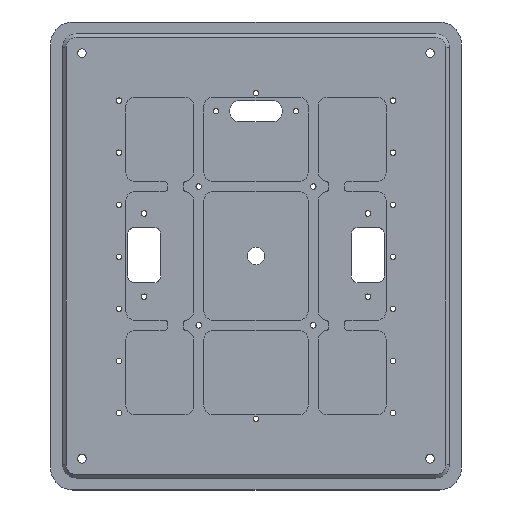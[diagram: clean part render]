
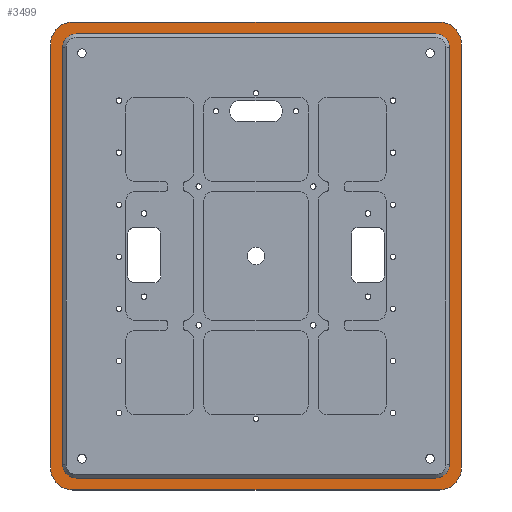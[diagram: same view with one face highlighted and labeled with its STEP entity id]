
A CAD part, top view. The second image highlights one B-rep face of the part: STEP entity #3499.
In plain terms, the highlighted planar face has unit normal (0, 0, 1).
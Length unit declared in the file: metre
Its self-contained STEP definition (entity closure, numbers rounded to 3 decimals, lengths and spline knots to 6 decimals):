
#362=LINE('',#5898,#638);
#366=LINE('',#5907,#642);
#370=LINE('',#5916,#646);
#374=LINE('',#5925,#650);
#376=LINE('',#5929,#652);
#378=LINE('',#5933,#654);
#381=LINE('',#5939,#657);
#384=LINE('',#5945,#660);
#638=VECTOR('',#4859,1.);
#642=VECTOR('',#4865,1.);
#646=VECTOR('',#4871,1.);
#650=VECTOR('',#4877,1.);
#652=VECTOR('',#4881,1.);
#654=VECTOR('',#4885,1.);
#657=VECTOR('',#4890,1.);
#660=VECTOR('',#4895,1.);
#1571=ORIENTED_EDGE('',*,*,#2098,.F.);
#1572=ORIENTED_EDGE('',*,*,#2117,.T.);
#1573=ORIENTED_EDGE('',*,*,#2106,.T.);
#1574=ORIENTED_EDGE('',*,*,#2118,.T.);
#1575=ORIENTED_EDGE('',*,*,#2103,.T.);
#1576=ORIENTED_EDGE('',*,*,#2119,.T.);
#1577=ORIENTED_EDGE('',*,*,#2100,.F.);
#1578=ORIENTED_EDGE('',*,*,#2120,.T.);
#1579=ORIENTED_EDGE('',*,*,#2092,.F.);
#1580=ORIENTED_EDGE('',*,*,#2110,.T.);
#1581=ORIENTED_EDGE('',*,*,#2096,.F.);
#1582=ORIENTED_EDGE('',*,*,#2116,.T.);
#1583=ORIENTED_EDGE('',*,*,#2088,.F.);
#1584=ORIENTED_EDGE('',*,*,#2114,.T.);
#1585=ORIENTED_EDGE('',*,*,#2084,.T.);
#1586=ORIENTED_EDGE('',*,*,#2112,.T.);
#2084=EDGE_CURVE('',#2447,#2450,#362,.T.);
#2088=EDGE_CURVE('',#2454,#2451,#366,.T.);
#2092=EDGE_CURVE('',#2458,#2455,#370,.T.);
#2096=EDGE_CURVE('',#2462,#2459,#374,.T.);
#2098=EDGE_CURVE('',#2463,#2464,#376,.T.);
#2100=EDGE_CURVE('',#2465,#2466,#378,.T.);
#2103=EDGE_CURVE('',#2467,#2468,#381,.T.);
#2106=EDGE_CURVE('',#2469,#2470,#384,.T.);
#2110=EDGE_CURVE('',#2458,#2459,#2670,.F.);
#2112=EDGE_CURVE('',#2450,#2455,#2672,.F.);
#2114=EDGE_CURVE('',#2454,#2447,#2674,.F.);
#2116=EDGE_CURVE('',#2462,#2451,#2676,.F.);
#2117=EDGE_CURVE('',#2463,#2469,#2677,.T.);
#2118=EDGE_CURVE('',#2470,#2467,#2678,.T.);
#2119=EDGE_CURVE('',#2468,#2466,#2679,.T.);
#2120=EDGE_CURVE('',#2465,#2464,#2680,.T.);
#2447=VERTEX_POINT('',#5892);
#2450=VERTEX_POINT('',#5897);
#2451=VERTEX_POINT('',#5901);
#2454=VERTEX_POINT('',#5906);
#2455=VERTEX_POINT('',#5910);
#2458=VERTEX_POINT('',#5915);
#2459=VERTEX_POINT('',#5919);
#2462=VERTEX_POINT('',#5924);
#2463=VERTEX_POINT('',#5928);
#2464=VERTEX_POINT('',#5930);
#2465=VERTEX_POINT('',#5934);
#2466=VERTEX_POINT('',#5935);
#2467=VERTEX_POINT('',#5940);
#2468=VERTEX_POINT('',#5941);
#2469=VERTEX_POINT('',#5946);
#2470=VERTEX_POINT('',#5947);
#2670=CIRCLE('',#3884,0.004);
#2672=CIRCLE('',#3887,0.004);
#2674=CIRCLE('',#3890,0.004);
#2676=CIRCLE('',#3893,0.004);
#2677=CIRCLE('',#3902,0.006375);
#2678=CIRCLE('',#3903,0.006375);
#2679=CIRCLE('',#3904,0.006375);
#2680=CIRCLE('',#3905,0.006375);
#2947=EDGE_LOOP('',(#1571,#1572,#1573,#1574,#1575,#1576,#1577,#1578));
#2948=EDGE_LOOP('',(#1579,#1580,#1581,#1582,#1583,#1584,#1585,#1586));
#3235=FACE_BOUND('',#2947,.T.);
#3236=FACE_BOUND('',#2948,.T.);
#3328=PLANE('',#3901);
#3499=ADVANCED_FACE('',(#3235,#3236),#3328,.T.);
#3884=AXIS2_PLACEMENT_3D('',#5952,#4902,#4903);
#3887=AXIS2_PLACEMENT_3D('',#5955,#4908,#4909);
#3890=AXIS2_PLACEMENT_3D('',#5958,#4914,#4915);
#3893=AXIS2_PLACEMENT_3D('',#5961,#4920,#4921);
#3901=AXIS2_PLACEMENT_3D('',#5969,#4936,#4937);
#3902=AXIS2_PLACEMENT_3D('',#5970,#4938,#4939);
#3903=AXIS2_PLACEMENT_3D('',#5971,#4940,#4941);
#3904=AXIS2_PLACEMENT_3D('',#5972,#4942,#4943);
#3905=AXIS2_PLACEMENT_3D('',#5973,#4944,#4945);
#4859=DIRECTION('',(1.,0.,0.));
#4865=DIRECTION('',(0.,-1.,0.));
#4871=DIRECTION('',(0.,1.,0.));
#4877=DIRECTION('',(1.,0.,0.));
#4881=DIRECTION('',(1.,0.,0.));
#4885=DIRECTION('',(0.,-1.,0.));
#4890=DIRECTION('',(1.,0.,0.));
#4895=DIRECTION('',(0.,-1.,0.));
#4902=DIRECTION('',(0.,0.,1.));
#4903=DIRECTION('',(1.,0.,0.));
#4908=DIRECTION('',(0.,0.,1.));
#4909=DIRECTION('',(1.,0.,0.));
#4914=DIRECTION('',(0.,0.,1.));
#4915=DIRECTION('',(1.,0.,0.));
#4920=DIRECTION('',(0.,0.,1.));
#4921=DIRECTION('',(1.,0.,0.));
#4936=DIRECTION('',(0.,0.,1.));
#4937=DIRECTION('',(1.,0.,0.));
#4938=DIRECTION('',(0.,0.,1.));
#4939=DIRECTION('',(1.,0.,0.));
#4940=DIRECTION('',(0.,0.,1.));
#4941=DIRECTION('',(1.,0.,0.));
#4942=DIRECTION('',(0.,0.,1.));
#4943=DIRECTION('',(1.,0.,0.));
#4944=DIRECTION('',(0.,0.,1.));
#4945=DIRECTION('',(1.,0.,0.));
#5892=CARTESIAN_POINT('',(-0.05175,0.064,-0.002));
#5897=CARTESIAN_POINT('',(0.05175,0.064,-0.002));
#5898=CARTESIAN_POINT('',(0.,0.064,-0.002));
#5901=CARTESIAN_POINT('',(-0.05575,-0.06,-0.002));
#5906=CARTESIAN_POINT('',(-0.05575,0.06,-0.002));
#5907=CARTESIAN_POINT('',(-0.05575,0.,-0.002));
#5910=CARTESIAN_POINT('',(0.05575,0.06,-0.002));
#5915=CARTESIAN_POINT('',(0.05575,-0.06,-0.002));
#5916=CARTESIAN_POINT('',(0.05575,0.,-0.002));
#5919=CARTESIAN_POINT('',(0.05175,-0.064,-0.002));
#5924=CARTESIAN_POINT('',(-0.05175,-0.064,-0.002));
#5925=CARTESIAN_POINT('',(0.,-0.064,-0.002));
#5928=CARTESIAN_POINT('',(-0.052825,0.06745,-0.002));
#5929=CARTESIAN_POINT('',(0.,0.06745,-0.002));
#5930=CARTESIAN_POINT('',(0.052825,0.06745,-0.002));
#5933=CARTESIAN_POINT('',(0.0592,0.,-0.002));
#5934=CARTESIAN_POINT('',(0.0592,0.061075,-0.002));
#5935=CARTESIAN_POINT('',(0.0592,-0.061075,-0.002));
#5939=CARTESIAN_POINT('',(0.,-0.06745,-0.002));
#5940=CARTESIAN_POINT('',(-0.052825,-0.06745,-0.002));
#5941=CARTESIAN_POINT('',(0.052825,-0.06745,-0.002));
#5945=CARTESIAN_POINT('',(-0.0592,0.,-0.002));
#5946=CARTESIAN_POINT('',(-0.0592,0.061075,-0.002));
#5947=CARTESIAN_POINT('',(-0.0592,-0.061075,-0.002));
#5952=CARTESIAN_POINT('',(0.05175,-0.06,-0.002));
#5955=CARTESIAN_POINT('',(0.05175,0.06,-0.002));
#5958=CARTESIAN_POINT('',(-0.05175,0.06,-0.002));
#5961=CARTESIAN_POINT('',(-0.05175,-0.06,-0.002));
#5969=CARTESIAN_POINT('',(0.,0.,-0.002));
#5970=CARTESIAN_POINT('',(-0.052825,0.061075,-0.002));
#5971=CARTESIAN_POINT('',(-0.052825,-0.061075,-0.002));
#5972=CARTESIAN_POINT('',(0.052825,-0.061075,-0.002));
#5973=CARTESIAN_POINT('',(0.052825,0.061075,-0.002));
